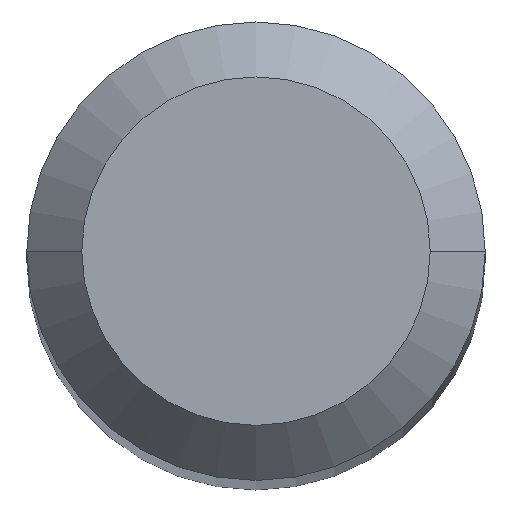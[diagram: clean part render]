
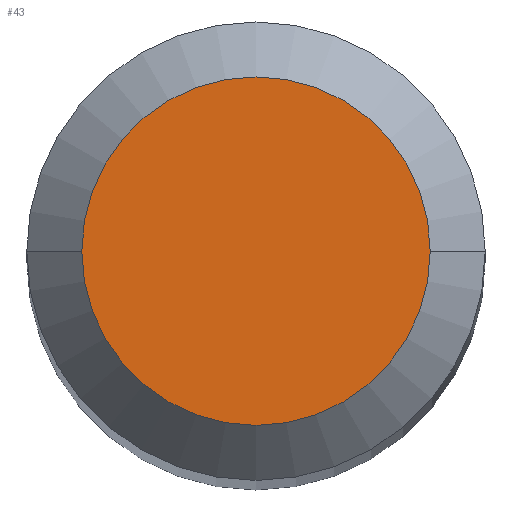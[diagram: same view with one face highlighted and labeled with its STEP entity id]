
A CAD part, top view. The second image highlights one B-rep face of the part: STEP entity #43.
In plain terms, the highlighted planar face has unit normal (0, 0, 1).
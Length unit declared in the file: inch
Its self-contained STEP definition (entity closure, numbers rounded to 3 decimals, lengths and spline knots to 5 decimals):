
#9 = DIRECTION ( 'NONE',  ( 1., 0., 0. ) ) ;
#17 = AXIS2_PLACEMENT_3D ( 'NONE', #192, #182, #194 ) ;
#24 = FACE_OUTER_BOUND ( 'NONE', #56, .T. ) ;
#30 = EDGE_CURVE ( 'NONE', #99, #161, #187, .T. ) ;
#32 = CIRCLE ( 'NONE', #17, 0.0475 ) ;
#33 = AXIS2_PLACEMENT_3D ( 'NONE', #138, #197, #107 ) ;
#41 = CARTESIAN_POINT ( 'NONE',  ( -0.0475, 0., 1.5 ) ) ;
#43 = ADVANCED_FACE ( 'NONE', ( #24 ), #155, .T. ) ;
#56 = EDGE_LOOP ( 'NONE', ( #98, #148 ) ) ;
#77 = CARTESIAN_POINT ( 'NONE',  ( 0., 0., 1.5 ) ) ;
#87 = DIRECTION ( 'NONE',  ( 0., 0., 1. ) ) ;
#98 = ORIENTED_EDGE ( 'NONE', *, *, #30, .T. ) ;
#99 = VERTEX_POINT ( 'NONE', #41 ) ;
#107 = DIRECTION ( 'NONE',  ( 1., 0., 0. ) ) ;
#138 = CARTESIAN_POINT ( 'NONE',  ( 0., 0., 1.5 ) ) ;
#139 = AXIS2_PLACEMENT_3D ( 'NONE', #77, #87, #9 ) ;
#148 = ORIENTED_EDGE ( 'NONE', *, *, #157, .T. ) ;
#152 = CARTESIAN_POINT ( 'NONE',  ( 0.0475, 0., 1.5 ) ) ;
#155 = PLANE ( 'NONE',  #139 ) ;
#157 = EDGE_CURVE ( 'NONE', #161, #99, #32, .T. ) ;
#161 = VERTEX_POINT ( 'NONE', #152 ) ;
#182 = DIRECTION ( 'NONE',  ( 0., 0., 1. ) ) ;
#187 = CIRCLE ( 'NONE', #33, 0.0475 ) ;
#192 = CARTESIAN_POINT ( 'NONE',  ( 0., 0., 1.5 ) ) ;
#194 = DIRECTION ( 'NONE',  ( 1., 0., 0. ) ) ;
#197 = DIRECTION ( 'NONE',  ( 0., 0., 1. ) ) ;
